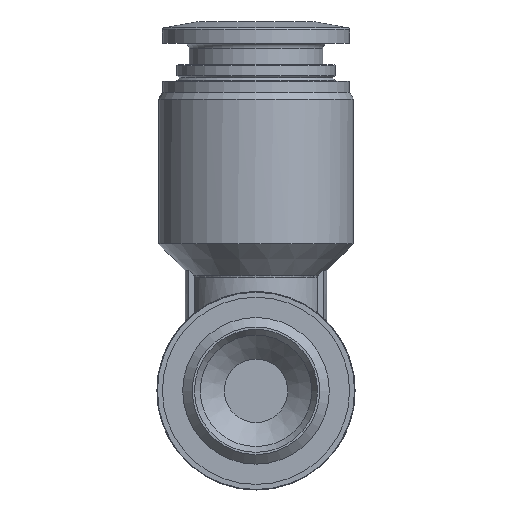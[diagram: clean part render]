
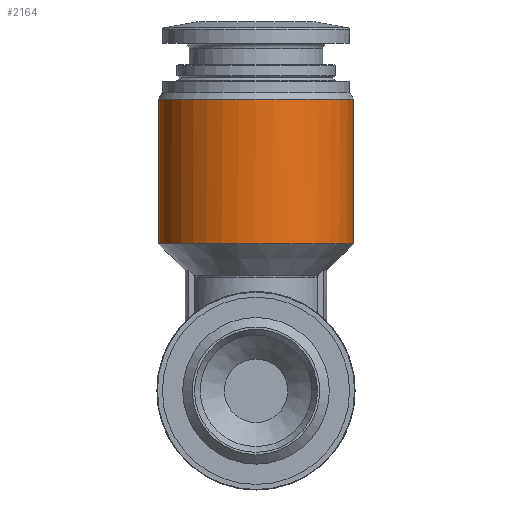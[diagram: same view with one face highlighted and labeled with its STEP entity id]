
A CAD part, front view. The second image highlights one B-rep face of the part: STEP entity #2164.
In plain terms, the highlighted cylindrical face has radius 8.75 mm (diameter 17.5 mm), a full revolution.
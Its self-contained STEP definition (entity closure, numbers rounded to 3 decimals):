
#541=ORIENTED_EDGE('',*,*,#616,.F.);
#542=ORIENTED_EDGE('',*,*,#764,.T.);
#616=EDGE_CURVE('',#800,#800,#924,.T.);
#764=EDGE_CURVE('',#902,#902,#1002,.T.);
#800=VERTEX_POINT('',#2928);
#902=VERTEX_POINT('',#3379);
#924=CIRCLE('',#2204,8.75);
#1002=CIRCLE('',#2363,8.75);
#1137=EDGE_LOOP('',(#541));
#1138=EDGE_LOOP('',(#542));
#1291=FACE_BOUND('',#1137,.T.);
#1292=FACE_BOUND('',#1138,.T.);
#1341=CYLINDRICAL_SURFACE('',#2364,8.75);
#2164=ADVANCED_FACE('',(#1291,#1292),#1341,.T.);
#2204=AXIS2_PLACEMENT_3D('',#2927,#2430,#2431);
#2363=AXIS2_PLACEMENT_3D('',#3378,#2778,#2779);
#2364=AXIS2_PLACEMENT_3D('',#3380,#2780,#2781);
#2430=DIRECTION('',(0.,0.,-1.));
#2431=DIRECTION('',(-1.,0.,0.));
#2778=DIRECTION('',(0.,0.,-1.));
#2779=DIRECTION('',(-1.,0.,0.));
#2780=DIRECTION('',(0.,0.,-1.));
#2781=DIRECTION('',(-1.,0.,0.));
#2927=CARTESIAN_POINT('',(0.,15.5,13.2));
#2928=CARTESIAN_POINT('',(-8.75,15.5,13.2));
#3378=CARTESIAN_POINT('',(0.,15.5,26.172));
#3379=CARTESIAN_POINT('',(-8.75,15.5,26.172));
#3380=CARTESIAN_POINT('',(0.,15.5,0.));
